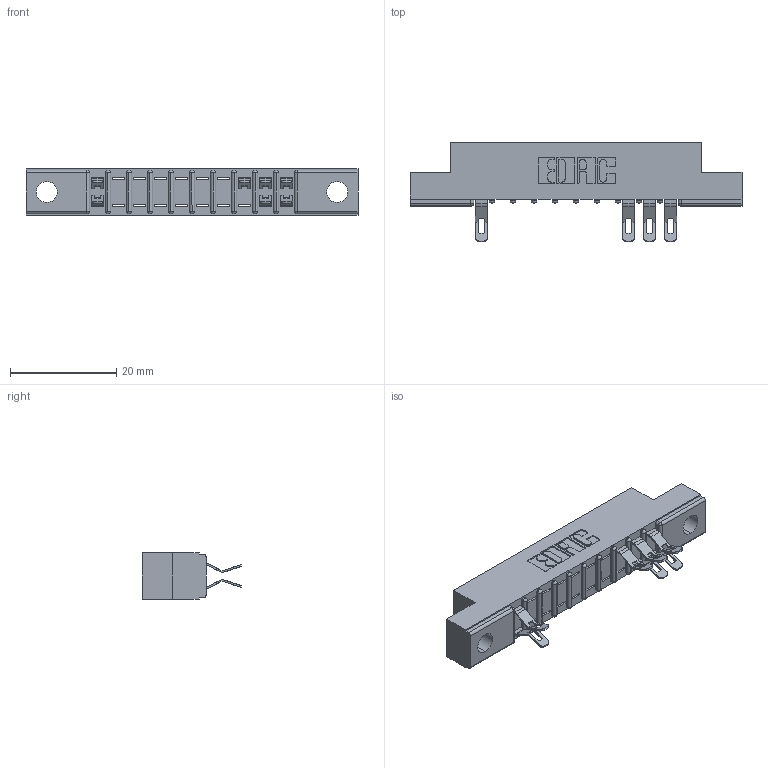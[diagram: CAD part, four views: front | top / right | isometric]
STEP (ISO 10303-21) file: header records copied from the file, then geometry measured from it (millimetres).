
FILE_DESCRIPTION (( 'STEP AP203' ), '1' );
FILE_NAME ('307-020-555-202.STEP', '2018-08-04T01:48:51', ( '' ), ( '' ), 'SwSTEP 2.0', 'SolidWorks 2016', '' );
FILE_SCHEMA (( 'CONFIG_CONTROL_DESIGN' ));
Length unit declared in the file: inch
Products named in the file (3): 307-020-555-202; 307 Part_.128 Dia Mounting Holes; 307-290-001_555
Assembly tree (8 placements, depth 2):
  307-020-555-202
    307 Part_.128 Dia Mounting Holes
    307-290-001_555  x7
Bounding box: 62.64 x 18.75 x 8.71 mm (x, y, z)
Volume: 3863.1 mm3; surface area: 5165.5 mm2
Topology: 8 solids, 8 shells, 686 faces, 2006 edges, 1296 vertices
Faces by surface type: plane 386, cylinder 278, sphere 22
Entity records: 12961 total; most frequent: CARTESIAN_POINT 2189, ORIENTED_EDGE 2180, DIRECTION 2152, EDGE_CURVE 1090, VECTOR 810, LINE 810, VERTEX_POINT 708, AXIS2_PLACEMENT_3D 671
